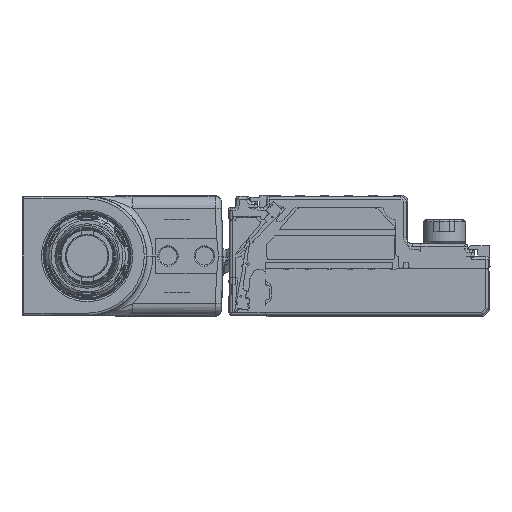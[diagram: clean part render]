
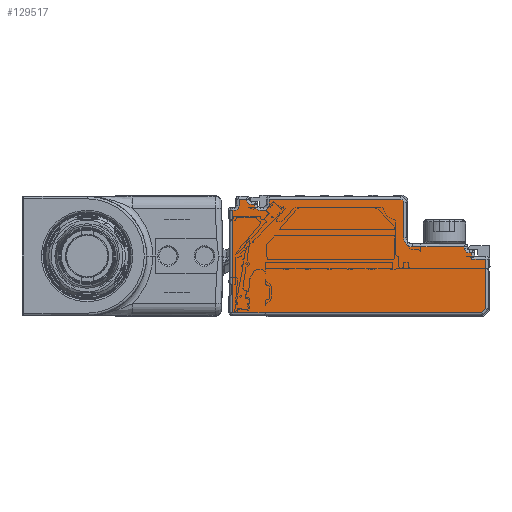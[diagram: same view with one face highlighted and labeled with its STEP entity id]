
A CAD part, left-side view. The second image highlights one B-rep face of the part: STEP entity #129517.
In plain terms, the highlighted planar face has unit normal (-1, 0, 0).
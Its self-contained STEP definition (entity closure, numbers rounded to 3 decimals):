
#127338=AXIS2_PLACEMENT_3D('Circle Axis2P3D',#127336,#127337,$) ;
#127409=AXIS2_PLACEMENT_3D('Circle Axis2P3D',#127407,#127408,$) ;
#127513=AXIS2_PLACEMENT_3D('Circle Axis2P3D',#127511,#127512,$) ;
#129411=AXIS2_PLACEMENT_3D('Plane Axis2P3D',#129408,#129409,#129410) ;
#129422=AXIS2_PLACEMENT_3D('Circle Axis2P3D',#129420,#129421,$) ;
#129443=AXIS2_PLACEMENT_3D('Circle Axis2P3D',#129441,#129442,$) ;
#129457=AXIS2_PLACEMENT_3D('Circle Axis2P3D',#129455,#129456,$) ;
#129476=AXIS2_PLACEMENT_3D('Circle Axis2P3D',#129474,#129475,$) ;
#126971=CARTESIAN_POINT('Vertex',(-778.,42.3,-7.3)) ;
#126994=CARTESIAN_POINT('Vertex',(-778.,1.407,-7.3)) ;
#126997=CARTESIAN_POINT('Line Origine',(-778.,23.168,-7.3)) ;
#127034=CARTESIAN_POINT('Vertex',(-778.,0.7,-6.593)) ;
#127037=CARTESIAN_POINT('Line Origine',(-778.,-1.246,-4.646)) ;
#127278=CARTESIAN_POINT('Line Origine',(-778.,21.5,11.3)) ;
#127282=CARTESIAN_POINT('Vertex',(-778.,40.1,11.3)) ;
#127284=CARTESIAN_POINT('Vertex',(-778.,41.3,11.3)) ;
#127336=CARTESIAN_POINT('Axis2P3D Location',(-778.,39.3,11.3)) ;
#127340=CARTESIAN_POINT('Vertex',(-778.,39.3,10.5)) ;
#127373=CARTESIAN_POINT('Vertex',(-778.,14.2,10.8)) ;
#127376=CARTESIAN_POINT('Line Origine',(-778.,14.2,2.)) ;
#127380=CARTESIAN_POINT('Vertex',(-778.,14.2,5.)) ;
#127407=CARTESIAN_POINT('Axis2P3D Location',(-778.,12.7,5.)) ;
#127411=CARTESIAN_POINT('Vertex',(-778.,12.7,3.5)) ;
#127439=CARTESIAN_POINT('Vertex',(-778.,4.2,3.5)) ;
#127447=CARTESIAN_POINT('Line Origine',(-778.,21.5,3.5)) ;
#127473=CARTESIAN_POINT('Line Origine',(-778.,4.2,2.)) ;
#127477=CARTESIAN_POINT('Vertex',(-778.,4.2,3.3)) ;
#127511=CARTESIAN_POINT('Axis2P3D Location',(-778.,3.4,3.3)) ;
#127515=CARTESIAN_POINT('Vertex',(-778.,3.4,2.5)) ;
#127543=CARTESIAN_POINT('Vertex',(-778.,3.,2.5)) ;
#127551=CARTESIAN_POINT('Line Origine',(-778.,21.5,2.5)) ;
#129365=CARTESIAN_POINT('Line Origine',(-778.,42.3,2.)) ;
#129369=CARTESIAN_POINT('Vertex',(-778.,42.3,9.5)) ;
#129393=CARTESIAN_POINT('Vertex',(-778.,0.7,1.5)) ;
#129396=CARTESIAN_POINT('Line Origine',(-778.,0.7,2.)) ;
#129408=CARTESIAN_POINT('Axis2P3D Location',(-778.,0.2,-7.8)) ;
#129413=CARTESIAN_POINT('Line Origine',(-778.,3.,2.)) ;
#129417=CARTESIAN_POINT('Vertex',(-778.,3.,1.5)) ;
#129420=CARTESIAN_POINT('Axis2P3D Location',(-778.,14.7,10.8)) ;
#129424=CARTESIAN_POINT('Vertex',(-778.,14.7,11.3)) ;
#129427=CARTESIAN_POINT('Line Origine',(-778.,25.5,11.3)) ;
#129431=CARTESIAN_POINT('Vertex',(-778.,36.3,11.3)) ;
#129434=CARTESIAN_POINT('Line Origine',(-778.,36.3,10.9)) ;
#129438=CARTESIAN_POINT('Vertex',(-778.,36.3,10.5)) ;
#129441=CARTESIAN_POINT('Axis2P3D Location',(-778.,37.3,10.5)) ;
#129445=CARTESIAN_POINT('Vertex',(-778.,37.3,9.5)) ;
#129448=CARTESIAN_POINT('Line Origine',(-778.,37.55,9.5)) ;
#129452=CARTESIAN_POINT('Vertex',(-778.,37.8,9.5)) ;
#129455=CARTESIAN_POINT('Axis2P3D Location',(-778.,37.8,10.5)) ;
#129459=CARTESIAN_POINT('Vertex',(-778.,38.8,10.5)) ;
#129462=CARTESIAN_POINT('Line Origine',(-778.,39.05,10.5)) ;
#129467=CARTESIAN_POINT('Line Origine',(-778.,41.3,10.8)) ;
#129471=CARTESIAN_POINT('Vertex',(-778.,41.3,10.3)) ;
#129474=CARTESIAN_POINT('Axis2P3D Location',(-778.,42.1,10.3)) ;
#129478=CARTESIAN_POINT('Vertex',(-778.,42.1,9.5)) ;
#129481=CARTESIAN_POINT('Line Origine',(-778.,42.2,9.5)) ;
#129486=CARTESIAN_POINT('Line Origine',(-778.,1.85,1.5)) ;
#126998=DIRECTION('Vector Direction',(0.,1.,0.)) ;
#127038=DIRECTION('Vector Direction',(0.,0.707,-0.707)) ;
#127279=DIRECTION('Vector Direction',(0.,-1.,0.)) ;
#127337=DIRECTION('Axis2P3D Direction',(1.,0.,0.)) ;
#127377=DIRECTION('Vector Direction',(0.,0.,-1.)) ;
#127408=DIRECTION('Axis2P3D Direction',(1.,0.,0.)) ;
#127448=DIRECTION('Vector Direction',(0.,-1.,0.)) ;
#127474=DIRECTION('Vector Direction',(0.,0.,1.)) ;
#127512=DIRECTION('Axis2P3D Direction',(1.,0.,0.)) ;
#127552=DIRECTION('Vector Direction',(0.,-1.,0.)) ;
#129366=DIRECTION('Vector Direction',(0.,0.,1.)) ;
#129397=DIRECTION('Vector Direction',(0.,0.,-1.)) ;
#129409=DIRECTION('Axis2P3D Direction',(-1.,0.,0.)) ;
#129410=DIRECTION('Axis2P3D XDirection',(0.,0.,1.)) ;
#129414=DIRECTION('Vector Direction',(0.,0.,1.)) ;
#129421=DIRECTION('Axis2P3D Direction',(-1.,0.,0.)) ;
#129428=DIRECTION('Vector Direction',(0.,1.,0.)) ;
#129435=DIRECTION('Vector Direction',(0.,0.,-1.)) ;
#129442=DIRECTION('Axis2P3D Direction',(-1.,0.,0.)) ;
#129449=DIRECTION('Vector Direction',(0.,1.,0.)) ;
#129456=DIRECTION('Axis2P3D Direction',(-1.,0.,0.)) ;
#129463=DIRECTION('Vector Direction',(0.,-1.,0.)) ;
#129468=DIRECTION('Vector Direction',(0.,0.,-1.)) ;
#129475=DIRECTION('Axis2P3D Direction',(-1.,0.,0.)) ;
#129482=DIRECTION('Vector Direction',(0.,1.,0.)) ;
#129487=DIRECTION('Vector Direction',(0.,1.,0.)) ;
#126999=VECTOR('Line Direction',#126998,1.) ;
#127039=VECTOR('Line Direction',#127038,1.) ;
#127280=VECTOR('Line Direction',#127279,1.) ;
#127378=VECTOR('Line Direction',#127377,1.) ;
#127449=VECTOR('Line Direction',#127448,1.) ;
#127475=VECTOR('Line Direction',#127474,1.) ;
#127553=VECTOR('Line Direction',#127552,1.) ;
#129367=VECTOR('Line Direction',#129366,1.) ;
#129398=VECTOR('Line Direction',#129397,1.) ;
#129415=VECTOR('Line Direction',#129414,1.) ;
#129429=VECTOR('Line Direction',#129428,1.) ;
#129436=VECTOR('Line Direction',#129435,1.) ;
#129450=VECTOR('Line Direction',#129449,1.) ;
#129464=VECTOR('Line Direction',#129463,1.) ;
#129469=VECTOR('Line Direction',#129468,1.) ;
#129483=VECTOR('Line Direction',#129482,1.) ;
#129488=VECTOR('Line Direction',#129487,1.) ;
#129492=ORIENTED_EDGE('',*,*,#129419,.T.) ;
#129493=ORIENTED_EDGE('',*,*,#127555,.T.) ;
#129494=ORIENTED_EDGE('',*,*,#127517,.T.) ;
#129495=ORIENTED_EDGE('',*,*,#127479,.T.) ;
#129496=ORIENTED_EDGE('',*,*,#127451,.T.) ;
#129497=ORIENTED_EDGE('',*,*,#127413,.T.) ;
#129498=ORIENTED_EDGE('',*,*,#127382,.T.) ;
#129499=ORIENTED_EDGE('',*,*,#129426,.T.) ;
#129500=ORIENTED_EDGE('',*,*,#129433,.T.) ;
#129501=ORIENTED_EDGE('',*,*,#129440,.T.) ;
#129502=ORIENTED_EDGE('',*,*,#129447,.T.) ;
#129503=ORIENTED_EDGE('',*,*,#129454,.T.) ;
#129504=ORIENTED_EDGE('',*,*,#129461,.T.) ;
#129505=ORIENTED_EDGE('',*,*,#129466,.T.) ;
#129506=ORIENTED_EDGE('',*,*,#127342,.T.) ;
#129507=ORIENTED_EDGE('',*,*,#127286,.T.) ;
#129508=ORIENTED_EDGE('',*,*,#129473,.T.) ;
#129509=ORIENTED_EDGE('',*,*,#129480,.T.) ;
#129510=ORIENTED_EDGE('',*,*,#129485,.T.) ;
#129511=ORIENTED_EDGE('',*,*,#129371,.T.) ;
#129512=ORIENTED_EDGE('',*,*,#127001,.T.) ;
#129513=ORIENTED_EDGE('',*,*,#127041,.T.) ;
#129514=ORIENTED_EDGE('',*,*,#129400,.T.) ;
#129515=ORIENTED_EDGE('',*,*,#129490,.T.) ;
#129517=ADVANCED_FACE('Brep With Voids',(#129516),#129412,.T.) ;
#127339=CIRCLE('generated circle',#127338,0.8) ;
#127410=CIRCLE('generated circle',#127409,1.5) ;
#127514=CIRCLE('generated circle',#127513,0.8) ;
#129423=CIRCLE('generated circle',#129422,0.5) ;
#129444=CIRCLE('generated circle',#129443,1.) ;
#129458=CIRCLE('generated circle',#129457,1.) ;
#129477=CIRCLE('generated circle',#129476,0.8) ;
#127001=EDGE_CURVE('',#126972,#126995,#127000,.F.) ;
#127041=EDGE_CURVE('',#126995,#127035,#127040,.F.) ;
#127286=EDGE_CURVE('',#127283,#127285,#127281,.F.) ;
#127342=EDGE_CURVE('',#127341,#127283,#127339,.T.) ;
#127382=EDGE_CURVE('',#127381,#127374,#127379,.F.) ;
#127413=EDGE_CURVE('',#127412,#127381,#127410,.T.) ;
#127451=EDGE_CURVE('',#127440,#127412,#127450,.F.) ;
#127479=EDGE_CURVE('',#127478,#127440,#127476,.T.) ;
#127517=EDGE_CURVE('',#127516,#127478,#127514,.T.) ;
#127555=EDGE_CURVE('',#127544,#127516,#127554,.F.) ;
#129371=EDGE_CURVE('',#129370,#126972,#129368,.F.) ;
#129400=EDGE_CURVE('',#127035,#129394,#129399,.F.) ;
#129419=EDGE_CURVE('',#129418,#127544,#129416,.T.) ;
#129426=EDGE_CURVE('',#127374,#129425,#129423,.T.) ;
#129433=EDGE_CURVE('',#129425,#129432,#129430,.T.) ;
#129440=EDGE_CURVE('',#129432,#129439,#129437,.T.) ;
#129447=EDGE_CURVE('',#129439,#129446,#129444,.F.) ;
#129454=EDGE_CURVE('',#129446,#129453,#129451,.T.) ;
#129461=EDGE_CURVE('',#129453,#129460,#129458,.F.) ;
#129466=EDGE_CURVE('',#129460,#127341,#129465,.F.) ;
#129473=EDGE_CURVE('',#127285,#129472,#129470,.T.) ;
#129480=EDGE_CURVE('',#129472,#129479,#129477,.F.) ;
#129485=EDGE_CURVE('',#129479,#129370,#129484,.T.) ;
#129490=EDGE_CURVE('',#129394,#129418,#129489,.T.) ;
#129491=EDGE_LOOP('',(#129492,#129493,#129494,#129495,#129496,#129497,#129498,#129499,#129500,#129501,#129502,#129503,#129504,#129505,#129506,#129507,#129508,#129509,#129510,#129511,#129512,#129513,#129514,#129515)) ;
#129516=FACE_OUTER_BOUND('',#129491,.T.) ;
#127000=LINE('Line',#126997,#126999) ;
#127040=LINE('Line',#127037,#127039) ;
#127281=LINE('Line',#127278,#127280) ;
#127379=LINE('Line',#127376,#127378) ;
#127450=LINE('Line',#127447,#127449) ;
#127476=LINE('Line',#127473,#127475) ;
#127554=LINE('Line',#127551,#127553) ;
#129368=LINE('Line',#129365,#129367) ;
#129399=LINE('Line',#129396,#129398) ;
#129416=LINE('Line',#129413,#129415) ;
#129430=LINE('Line',#129427,#129429) ;
#129437=LINE('Line',#129434,#129436) ;
#129451=LINE('Line',#129448,#129450) ;
#129465=LINE('Line',#129462,#129464) ;
#129470=LINE('Line',#129467,#129469) ;
#129484=LINE('Line',#129481,#129483) ;
#129489=LINE('Line',#129486,#129488) ;
#129412=PLANE('',#129411) ;
#126972=VERTEX_POINT('',#126971) ;
#126995=VERTEX_POINT('',#126994) ;
#127035=VERTEX_POINT('',#127034) ;
#127283=VERTEX_POINT('',#127282) ;
#127285=VERTEX_POINT('',#127284) ;
#127341=VERTEX_POINT('',#127340) ;
#127374=VERTEX_POINT('',#127373) ;
#127381=VERTEX_POINT('',#127380) ;
#127412=VERTEX_POINT('',#127411) ;
#127440=VERTEX_POINT('',#127439) ;
#127478=VERTEX_POINT('',#127477) ;
#127516=VERTEX_POINT('',#127515) ;
#127544=VERTEX_POINT('',#127543) ;
#129370=VERTEX_POINT('',#129369) ;
#129394=VERTEX_POINT('',#129393) ;
#129418=VERTEX_POINT('',#129417) ;
#129425=VERTEX_POINT('',#129424) ;
#129432=VERTEX_POINT('',#129431) ;
#129439=VERTEX_POINT('',#129438) ;
#129446=VERTEX_POINT('',#129445) ;
#129453=VERTEX_POINT('',#129452) ;
#129460=VERTEX_POINT('',#129459) ;
#129472=VERTEX_POINT('',#129471) ;
#129479=VERTEX_POINT('',#129478) ;
